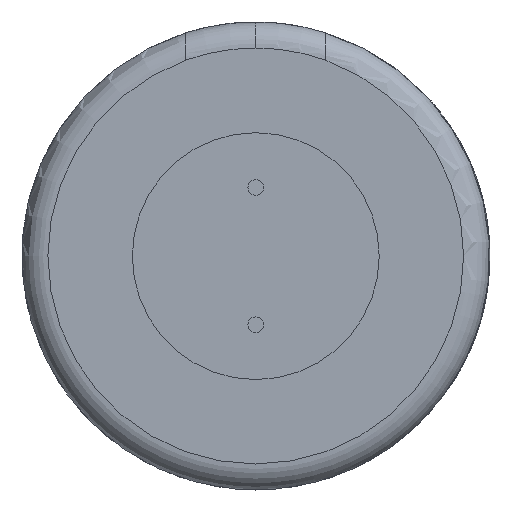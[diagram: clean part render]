
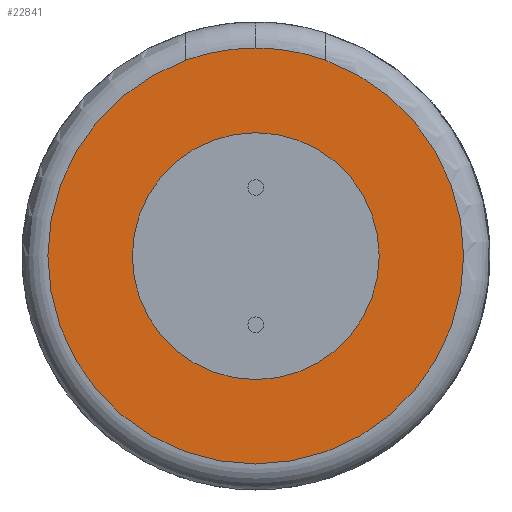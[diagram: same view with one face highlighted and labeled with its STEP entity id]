
A CAD part, front view. The second image highlights one B-rep face of the part: STEP entity #22841.
In plain terms, the highlighted planar face has unit normal (0, -1, 0).
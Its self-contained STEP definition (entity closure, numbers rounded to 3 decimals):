
#213 = CARTESIAN_POINT ( 'NONE',  ( 0., -5., 4.75 ) ) ;
#690 = PLANE ( 'NONE',  #13459 ) ;
#810 = CIRCLE ( 'NONE', #4862, 8. ) ;
#1257 = DIRECTION ( 'NONE',  ( 0., -1., 0. ) ) ;
#1460 = VERTEX_POINT ( 'NONE', #19665 ) ;
#2440 = CARTESIAN_POINT ( 'NONE',  ( 0., -5., 0.01 ) ) ;
#2645 = AXIS2_PLACEMENT_3D ( 'NONE', #17137, #23185, #27566 ) ;
#2827 = EDGE_CURVE ( 'NONE', #10226, #20500, #10735, .T. ) ;
#3002 = DIRECTION ( 'NONE',  ( 0., 0., 1. ) ) ;
#3858 = EDGE_CURVE ( 'NONE', #1460, #11850, #23330, .T. ) ;
#3873 = EDGE_LOOP ( 'NONE', ( #4766, #12787, #15837, #19505, #6038 ) ) ;
#4277 = VERTEX_POINT ( 'NONE', #21577 ) ;
#4766 = ORIENTED_EDGE ( 'NONE', *, *, #10098, .F. ) ;
#4862 = AXIS2_PLACEMENT_3D ( 'NONE', #2440, #11074, #6835 ) ;
#5427 = ORIENTED_EDGE ( 'NONE', *, *, #2827, .T. ) ;
#6038 = ORIENTED_EDGE ( 'NONE', *, *, #7344, .T. ) ;
#6087 = CARTESIAN_POINT ( 'NONE',  ( 2.7, -5., 13.523 ) ) ;
#6380 = DIRECTION ( 'NONE',  ( 0., 0., -1. ) ) ;
#6835 = DIRECTION ( 'NONE',  ( 0., 0., 1. ) ) ;
#7344 = EDGE_CURVE ( 'NONE', #4277, #13897, #20867, .T. ) ;
#7610 = FACE_BOUND ( 'NONE', #8988, .T. ) ;
#8026 = EDGE_CURVE ( 'NONE', #17694, #1460, #810, .T. ) ;
#8988 = EDGE_LOOP ( 'NONE', ( #14537, #5427 ) ) ;
#10098 = EDGE_CURVE ( 'NONE', #11850, #13897, #14785, .T. ) ;
#10226 = VERTEX_POINT ( 'NONE', #26977 ) ;
#10296 = VECTOR ( 'NONE', #16916, 1000. ) ;
#10720 = CARTESIAN_POINT ( 'NONE',  ( 0., -5., 0. ) ) ;
#10735 = CIRCLE ( 'NONE', #12525, 4.75 ) ;
#11074 = DIRECTION ( 'NONE',  ( 0., 1., 0. ) ) ;
#11850 = VERTEX_POINT ( 'NONE', #14572 ) ;
#12525 = AXIS2_PLACEMENT_3D ( 'NONE', #10720, #23686, #19752 ) ;
#12787 = ORIENTED_EDGE ( 'NONE', *, *, #3858, .F. ) ;
#13459 = AXIS2_PLACEMENT_3D ( 'NONE', #13716, #1257, #22430 ) ;
#13622 = DIRECTION ( 'NONE',  ( 0., 0., 1. ) ) ;
#13716 = CARTESIAN_POINT ( 'NONE',  ( 0., -5., 8. ) ) ;
#13897 = VERTEX_POINT ( 'NONE', #22753 ) ;
#14537 = ORIENTED_EDGE ( 'NONE', *, *, #22334, .T. ) ;
#14572 = CARTESIAN_POINT ( 'NONE',  ( 2.7, -5., 7.531 ) ) ;
#14785 = CIRCLE ( 'NONE', #23280, 8. ) ;
#15837 = ORIENTED_EDGE ( 'NONE', *, *, #8026, .F. ) ;
#15956 = FACE_OUTER_BOUND ( 'NONE', #3873, .T. ) ;
#16646 = CIRCLE ( 'NONE', #2645, 4.75 ) ;
#16916 = DIRECTION ( 'NONE',  ( 0., 0., -1. ) ) ;
#17137 = CARTESIAN_POINT ( 'NONE',  ( 0., -5., 0. ) ) ;
#17694 = VERTEX_POINT ( 'NONE', #23424 ) ;
#18105 = CARTESIAN_POINT ( 'NONE',  ( 0., -5., 0.01 ) ) ;
#18697 = CIRCLE ( 'NONE', #26380, 8. ) ;
#19505 = ORIENTED_EDGE ( 'NONE', *, *, #26327, .F. ) ;
#19665 = CARTESIAN_POINT ( 'NONE',  ( 2.7, -5., 7.541 ) ) ;
#19752 = DIRECTION ( 'NONE',  ( 0., 0., 1. ) ) ;
#20235 = DIRECTION ( 'NONE',  ( 0., 1., 0. ) ) ;
#20500 = VERTEX_POINT ( 'NONE', #213 ) ;
#20867 = LINE ( 'NONE', #25096, #10296 ) ;
#21577 = CARTESIAN_POINT ( 'NONE',  ( -2.7, -5., 7.541 ) ) ;
#21606 = VECTOR ( 'NONE', #6380, 1000. ) ;
#22334 = EDGE_CURVE ( 'NONE', #20500, #10226, #16646, .T. ) ;
#22430 = DIRECTION ( 'NONE',  ( 0., 0., -1. ) ) ;
#22753 = CARTESIAN_POINT ( 'NONE',  ( -2.7, -5., 7.531 ) ) ;
#22841 = ADVANCED_FACE ( 'NONE', ( #15956, #7610 ), #690, .T. ) ;
#23185 = DIRECTION ( 'NONE',  ( 0., 1., 0. ) ) ;
#23280 = AXIS2_PLACEMENT_3D ( 'NONE', #24164, #23897, #13622 ) ;
#23330 = LINE ( 'NONE', #6087, #21606 ) ;
#23424 = CARTESIAN_POINT ( 'NONE',  ( 0., -5., 8.01 ) ) ;
#23686 = DIRECTION ( 'NONE',  ( 0., 1., 0. ) ) ;
#23897 = DIRECTION ( 'NONE',  ( 0., 1., 0. ) ) ;
#24164 = CARTESIAN_POINT ( 'NONE',  ( 0., -5., 0. ) ) ;
#25096 = CARTESIAN_POINT ( 'NONE',  ( -2.7, -5., 13.523 ) ) ;
#26327 = EDGE_CURVE ( 'NONE', #4277, #17694, #18697, .T. ) ;
#26380 = AXIS2_PLACEMENT_3D ( 'NONE', #18105, #20235, #3002 ) ;
#26977 = CARTESIAN_POINT ( 'NONE',  ( 0., -5., -4.75 ) ) ;
#27566 = DIRECTION ( 'NONE',  ( 0., 0., 1. ) ) ;
